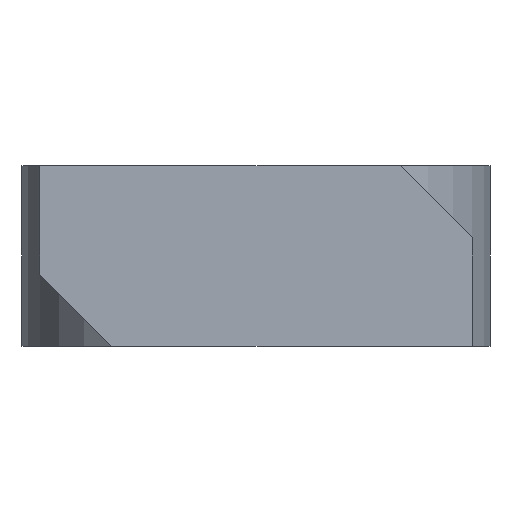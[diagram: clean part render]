
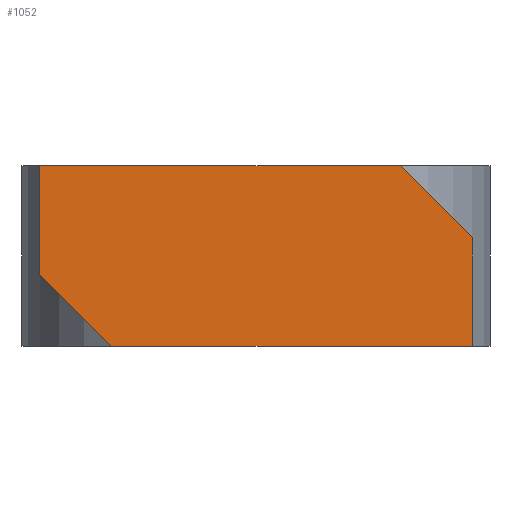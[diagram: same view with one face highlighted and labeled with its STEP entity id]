
A CAD part, front view. The second image highlights one B-rep face of the part: STEP entity #1052.
In plain terms, the highlighted planar face has unit normal (0, -1, 0).
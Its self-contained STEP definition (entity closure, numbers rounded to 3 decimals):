
#112 = PLANE('',#113);
#113 = AXIS2_PLACEMENT_3D('',#114,#115,#116);
#114 = CARTESIAN_POINT('',(3.,-5.766,5.));
#115 = DIRECTION('',(0.,0.,-1.));
#116 = DIRECTION('',(-1.,0.,0.));
#232 = PLANE('',#233);
#233 = AXIS2_PLACEMENT_3D('',#234,#235,#236);
#234 = CARTESIAN_POINT('',(3.,-5.766,0.));
#235 = DIRECTION('',(0.,0.,-1.));
#236 = DIRECTION('',(-1.,0.,0.));
#503 = VERTEX_POINT('',#504);
#504 = CARTESIAN_POINT('',(6.,-9.066,0.));
#518 = PLANE('',#519);
#519 = AXIS2_PLACEMENT_3D('',#520,#521,#522);
#520 = CARTESIAN_POINT('',(6.,-9.066,0.));
#521 = DIRECTION('',(-1.,0.,0.));
#522 = DIRECTION('',(0.,1.,0.));
#530 = EDGE_CURVE('',#531,#503,#533,.T.);
#531 = VERTEX_POINT('',#532);
#532 = CARTESIAN_POINT('',(-4.,-9.066,0.));
#533 = SURFACE_CURVE('',#534,(#538,#545),.PCURVE_S1.);
#534 = LINE('',#535,#536);
#535 = CARTESIAN_POINT('',(-6.,-9.066,0.));
#536 = VECTOR('',#537,1.);
#537 = DIRECTION('',(1.,0.,0.));
#538 = PCURVE('',#232,#539);
#539 = DEFINITIONAL_REPRESENTATION('',(#540),#544);
#540 = LINE('',#541,#542);
#541 = CARTESIAN_POINT('',(9.,-3.3));
#542 = VECTOR('',#543,1.);
#543 = DIRECTION('',(-1.,0.));
#544 = ( GEOMETRIC_REPRESENTATION_CONTEXT(2) 
PARAMETRIC_REPRESENTATION_CONTEXT() REPRESENTATION_CONTEXT('2D SPACE',''
  ) );
#545 = PCURVE('',#546,#551);
#546 = PLANE('',#547);
#547 = AXIS2_PLACEMENT_3D('',#548,#549,#550);
#548 = CARTESIAN_POINT('',(-6.,-9.066,0.));
#549 = DIRECTION('',(0.,1.,0.));
#550 = DIRECTION('',(1.,0.,0.));
#551 = DEFINITIONAL_REPRESENTATION('',(#552),#556);
#552 = LINE('',#553,#554);
#553 = CARTESIAN_POINT('',(0.,0.));
#554 = VECTOR('',#555,1.);
#555 = DIRECTION('',(1.,0.));
#556 = ( GEOMETRIC_REPRESENTATION_CONTEXT(2) 
PARAMETRIC_REPRESENTATION_CONTEXT() REPRESENTATION_CONTEXT('2D SPACE',''
  ) );
#572 = PLANE('',#573);
#573 = AXIS2_PLACEMENT_3D('',#574,#575,#576);
#574 = CARTESIAN_POINT('',(-5.,-7.066,1.));
#575 = DIRECTION('',(0.707,0.,0.707));
#576 = DIRECTION('',(0.,-1.,0.));
#622 = EDGE_CURVE('',#623,#625,#627,.T.);
#623 = VERTEX_POINT('',#624);
#624 = CARTESIAN_POINT('',(-6.,-9.066,5.));
#625 = VERTEX_POINT('',#626);
#626 = CARTESIAN_POINT('',(4.,-9.066,5.));
#627 = SURFACE_CURVE('',#628,(#632,#639),.PCURVE_S1.);
#628 = LINE('',#629,#630);
#629 = CARTESIAN_POINT('',(-6.,-9.066,5.));
#630 = VECTOR('',#631,1.);
#631 = DIRECTION('',(1.,0.,0.));
#632 = PCURVE('',#112,#633);
#633 = DEFINITIONAL_REPRESENTATION('',(#634),#638);
#634 = LINE('',#635,#636);
#635 = CARTESIAN_POINT('',(9.,-3.3));
#636 = VECTOR('',#637,1.);
#637 = DIRECTION('',(-1.,0.));
#638 = ( GEOMETRIC_REPRESENTATION_CONTEXT(2) 
PARAMETRIC_REPRESENTATION_CONTEXT() REPRESENTATION_CONTEXT('2D SPACE',''
  ) );
#639 = PCURVE('',#546,#640);
#640 = DEFINITIONAL_REPRESENTATION('',(#641),#645);
#641 = LINE('',#642,#643);
#642 = CARTESIAN_POINT('',(0.,-5.));
#643 = VECTOR('',#644,1.);
#644 = DIRECTION('',(1.,0.));
#645 = ( GEOMETRIC_REPRESENTATION_CONTEXT(2) 
PARAMETRIC_REPRESENTATION_CONTEXT() REPRESENTATION_CONTEXT('2D SPACE',''
  ) );
#663 = PLANE('',#664);
#664 = AXIS2_PLACEMENT_3D('',#665,#666,#667);
#665 = CARTESIAN_POINT('',(-6.,-7.066,0.));
#666 = DIRECTION('',(1.,0.,0.));
#667 = DIRECTION('',(0.,-1.,0.));
#782 = PLANE('',#783);
#783 = AXIS2_PLACEMENT_3D('',#784,#785,#786);
#784 = CARTESIAN_POINT('',(5.,-9.066,4.));
#785 = DIRECTION('',(0.707,0.,0.707));
#786 = DIRECTION('',(0.,1.,0.));
#1009 = VERTEX_POINT('',#1010);
#1010 = CARTESIAN_POINT('',(-6.,-9.066,2.));
#1031 = EDGE_CURVE('',#1009,#531,#1032,.T.);
#1032 = SURFACE_CURVE('',#1033,(#1037,#1044),.PCURVE_S1.);
#1033 = LINE('',#1034,#1035);
#1034 = CARTESIAN_POINT('',(-5.,-9.066,1.));
#1035 = VECTOR('',#1036,1.);
#1036 = DIRECTION('',(0.707,0.,-0.707));
#1037 = PCURVE('',#572,#1038);
#1038 = DEFINITIONAL_REPRESENTATION('',(#1039),#1043);
#1039 = LINE('',#1040,#1041);
#1040 = CARTESIAN_POINT('',(2.,0.));
#1041 = VECTOR('',#1042,1.);
#1042 = DIRECTION('',(0.,1.));
#1043 = ( GEOMETRIC_REPRESENTATION_CONTEXT(2) 
PARAMETRIC_REPRESENTATION_CONTEXT() REPRESENTATION_CONTEXT('2D SPACE',''
  ) );
#1044 = PCURVE('',#546,#1045);
#1045 = DEFINITIONAL_REPRESENTATION('',(#1046),#1050);
#1046 = LINE('',#1047,#1048);
#1047 = CARTESIAN_POINT('',(1.,-1.));
#1048 = VECTOR('',#1049,1.);
#1049 = DIRECTION('',(0.707,0.707));
#1050 = ( GEOMETRIC_REPRESENTATION_CONTEXT(2) 
PARAMETRIC_REPRESENTATION_CONTEXT() REPRESENTATION_CONTEXT('2D SPACE',''
  ) );
#1052 = ADVANCED_FACE('',(#1053),#546,.F.);
#1053 = FACE_BOUND('',#1054,.F.);
#1054 = EDGE_LOOP('',(#1055,#1076,#1077,#1100,#1121,#1122));
#1055 = ORIENTED_EDGE('',*,*,#1056,.T.);
#1056 = EDGE_CURVE('',#1009,#623,#1057,.T.);
#1057 = SURFACE_CURVE('',#1058,(#1062,#1069),.PCURVE_S1.);
#1058 = LINE('',#1059,#1060);
#1059 = CARTESIAN_POINT('',(-6.,-9.066,0.));
#1060 = VECTOR('',#1061,1.);
#1061 = DIRECTION('',(0.,0.,1.));
#1062 = PCURVE('',#546,#1063);
#1063 = DEFINITIONAL_REPRESENTATION('',(#1064),#1068);
#1064 = LINE('',#1065,#1066);
#1065 = CARTESIAN_POINT('',(0.,0.));
#1066 = VECTOR('',#1067,1.);
#1067 = DIRECTION('',(0.,-1.));
#1068 = ( GEOMETRIC_REPRESENTATION_CONTEXT(2) 
PARAMETRIC_REPRESENTATION_CONTEXT() REPRESENTATION_CONTEXT('2D SPACE',''
  ) );
#1069 = PCURVE('',#663,#1070);
#1070 = DEFINITIONAL_REPRESENTATION('',(#1071),#1075);
#1071 = LINE('',#1072,#1073);
#1072 = CARTESIAN_POINT('',(2.,0.));
#1073 = VECTOR('',#1074,1.);
#1074 = DIRECTION('',(0.,-1.));
#1075 = ( GEOMETRIC_REPRESENTATION_CONTEXT(2) 
PARAMETRIC_REPRESENTATION_CONTEXT() REPRESENTATION_CONTEXT('2D SPACE',''
  ) );
#1076 = ORIENTED_EDGE('',*,*,#622,.T.);
#1077 = ORIENTED_EDGE('',*,*,#1078,.F.);
#1078 = EDGE_CURVE('',#1079,#625,#1081,.T.);
#1079 = VERTEX_POINT('',#1080);
#1080 = CARTESIAN_POINT('',(6.,-9.066,3.));
#1081 = SURFACE_CURVE('',#1082,(#1086,#1093),.PCURVE_S1.);
#1082 = LINE('',#1083,#1084);
#1083 = CARTESIAN_POINT('',(3.25,-9.066,5.75));
#1084 = VECTOR('',#1085,1.);
#1085 = DIRECTION('',(-0.707,0.,0.707));
#1086 = PCURVE('',#546,#1087);
#1087 = DEFINITIONAL_REPRESENTATION('',(#1088),#1092);
#1088 = LINE('',#1089,#1090);
#1089 = CARTESIAN_POINT('',(9.25,-5.75));
#1090 = VECTOR('',#1091,1.);
#1091 = DIRECTION('',(-0.707,-0.707));
#1092 = ( GEOMETRIC_REPRESENTATION_CONTEXT(2) 
PARAMETRIC_REPRESENTATION_CONTEXT() REPRESENTATION_CONTEXT('2D SPACE',''
  ) );
#1093 = PCURVE('',#782,#1094);
#1094 = DEFINITIONAL_REPRESENTATION('',(#1095),#1099);
#1095 = LINE('',#1096,#1097);
#1096 = CARTESIAN_POINT('',(0.,2.475));
#1097 = VECTOR('',#1098,1.);
#1098 = DIRECTION('',(0.,1.));
#1099 = ( GEOMETRIC_REPRESENTATION_CONTEXT(2) 
PARAMETRIC_REPRESENTATION_CONTEXT() REPRESENTATION_CONTEXT('2D SPACE',''
  ) );
#1100 = ORIENTED_EDGE('',*,*,#1101,.F.);
#1101 = EDGE_CURVE('',#503,#1079,#1102,.T.);
#1102 = SURFACE_CURVE('',#1103,(#1107,#1114),.PCURVE_S1.);
#1103 = LINE('',#1104,#1105);
#1104 = CARTESIAN_POINT('',(6.,-9.066,0.));
#1105 = VECTOR('',#1106,1.);
#1106 = DIRECTION('',(0.,0.,1.));
#1107 = PCURVE('',#546,#1108);
#1108 = DEFINITIONAL_REPRESENTATION('',(#1109),#1113);
#1109 = LINE('',#1110,#1111);
#1110 = CARTESIAN_POINT('',(12.,0.));
#1111 = VECTOR('',#1112,1.);
#1112 = DIRECTION('',(0.,-1.));
#1113 = ( GEOMETRIC_REPRESENTATION_CONTEXT(2) 
PARAMETRIC_REPRESENTATION_CONTEXT() REPRESENTATION_CONTEXT('2D SPACE',''
  ) );
#1114 = PCURVE('',#518,#1115);
#1115 = DEFINITIONAL_REPRESENTATION('',(#1116),#1120);
#1116 = LINE('',#1117,#1118);
#1117 = CARTESIAN_POINT('',(0.,0.));
#1118 = VECTOR('',#1119,1.);
#1119 = DIRECTION('',(0.,-1.));
#1120 = ( GEOMETRIC_REPRESENTATION_CONTEXT(2) 
PARAMETRIC_REPRESENTATION_CONTEXT() REPRESENTATION_CONTEXT('2D SPACE',''
  ) );
#1121 = ORIENTED_EDGE('',*,*,#530,.F.);
#1122 = ORIENTED_EDGE('',*,*,#1031,.F.);
